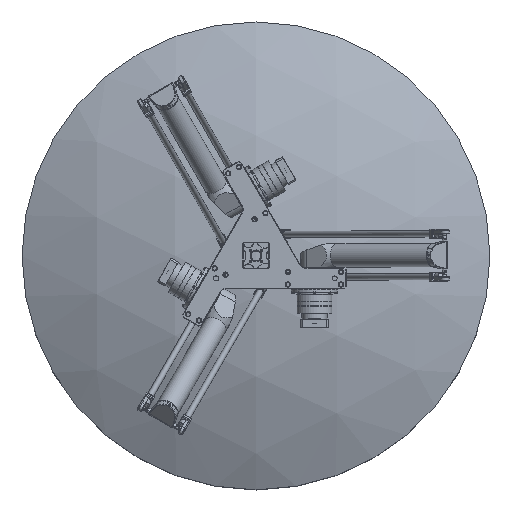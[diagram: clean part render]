
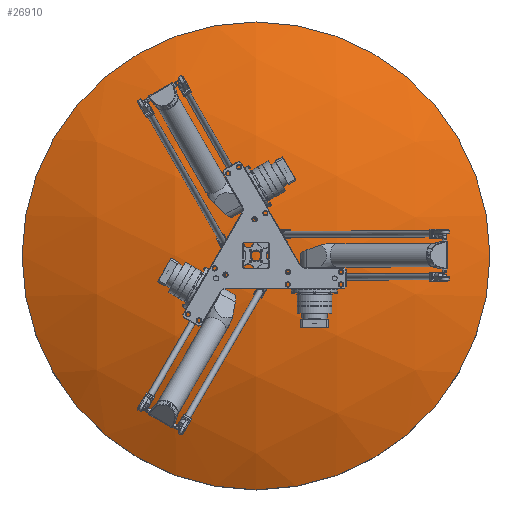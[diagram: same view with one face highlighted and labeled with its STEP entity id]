
A CAD part, top view. The second image highlights one B-rep face of the part: STEP entity #26910.
In plain terms, the highlighted spherical face has radius 1275 mm.
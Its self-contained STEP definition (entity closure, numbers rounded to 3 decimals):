
#19=SPHERICAL_SURFACE('',#29691,1275.);
#4233=FACE_OUTER_BOUND('',#6000,.T.);
#6000=EDGE_LOOP('',(#24735));
#11861=CIRCLE('',#29692,600.);
#14135=VERTEX_POINT('',#52486);
#17684=EDGE_CURVE('',#14135,#14135,#11861,.T.);
#24735=ORIENTED_EDGE('',*,*,#17684,.T.);
#26910=ADVANCED_FACE('',(#4233),#19,.T.);
#29691=AXIS2_PLACEMENT_3D('',#52485,#37003,#37004);
#29692=AXIS2_PLACEMENT_3D('',#52487,#37005,#37006);
#37003=DIRECTION('center_axis',(0.,0.,1.));
#37004=DIRECTION('ref_axis',(1.,0.,0.));
#37005=DIRECTION('center_axis',(0.,1.,0.));
#37006=DIRECTION('ref_axis',(-1.,0.,0.));
#52485=CARTESIAN_POINT('Origin',(0.,-875.,0.));
#52486=CARTESIAN_POINT('',(600.,250.,0.));
#52487=CARTESIAN_POINT('Origin',(0.,250.,0.));
